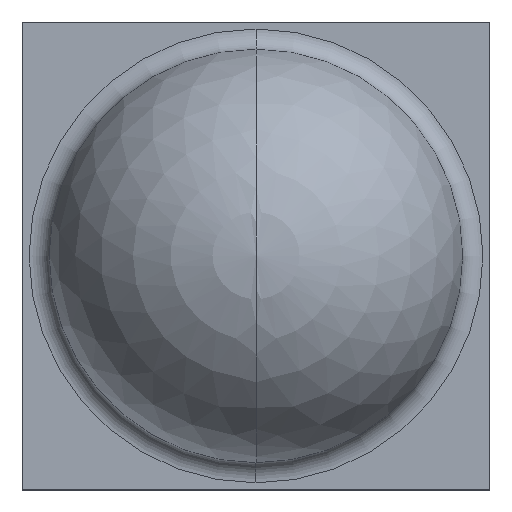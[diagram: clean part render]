
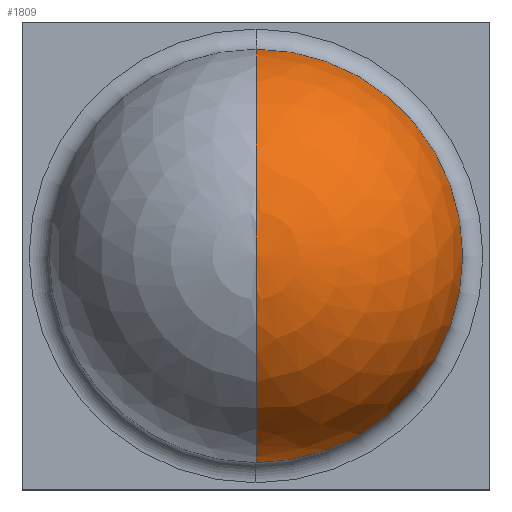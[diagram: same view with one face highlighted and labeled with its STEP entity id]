
A CAD part, top view. The second image highlights one B-rep face of the part: STEP entity #1809.
In plain terms, the highlighted spherical face has radius 1.53 mm.
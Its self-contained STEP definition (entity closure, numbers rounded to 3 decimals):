
#1633=CARTESIAN_POINT('',(0.,0.287,0.));
#1634=DIRECTION('',(0.,1.,0.));
#1635=DIRECTION('',(-1.,0.,0.));
#1636=AXIS2_PLACEMENT_3D('',#1633,#1634,#1635);
#1643=CARTESIAN_POINT('',(0.,0.15,0.));
#1644=DIRECTION('',(0.,0.,1.));
#1645=DIRECTION('',(0.996,0.089,0.));
#1646=AXIS2_PLACEMENT_3D('',#1643,#1644,#1645);
#1648=CARTESIAN_POINT('',(0.,0.15,0.));
#1649=DIRECTION('',(0.,0.,-1.));
#1650=DIRECTION('',(-0.996,0.089,0.));
#1651=AXIS2_PLACEMENT_3D('',#1648,#1649,#1650);
#1673=CARTESIAN_POINT('',(1.524,0.287,0.));
#1674=CARTESIAN_POINT('',(-1.524,0.287,0.));
#1675=VERTEX_POINT('',#1673);
#1676=VERTEX_POINT('',#1674);
#1677=CARTESIAN_POINT('',(0.,1.68,0.));
#1678=VERTEX_POINT('',#1677);
#1797=CARTESIAN_POINT('',(0.,0.15,0.));
#1798=DIRECTION('',(0.,-1.,0.));
#1799=DIRECTION('',(-1.,0.,0.));
#1800=AXIS2_PLACEMENT_3D('',#1797,#1798,#1799);
#1801=SPHERICAL_SURFACE('',#1800,1.53);
#1802=ORIENTED_EDGE('',*,*,#1791,.F.);
#1804=ORIENTED_EDGE('',*,*,#1803,.T.);
#1806=ORIENTED_EDGE('',*,*,#1805,.F.);
#1807=EDGE_LOOP('',(#1802,#1804,#1806));
#1808=FACE_OUTER_BOUND('',#1807,.F.);
#1809=ADVANCED_FACE('',(#1808),#1801,.T.);
#1637=CIRCLE('',#1636,1.524);
#1647=CIRCLE('',#1646,1.53);
#1652=CIRCLE('',#1651,1.53);
#1791=EDGE_CURVE('',#1676,#1675,#1637,.T.);
#1803=EDGE_CURVE('',#1676,#1678,#1652,.T.);
#1805=EDGE_CURVE('',#1675,#1678,#1647,.T.);
